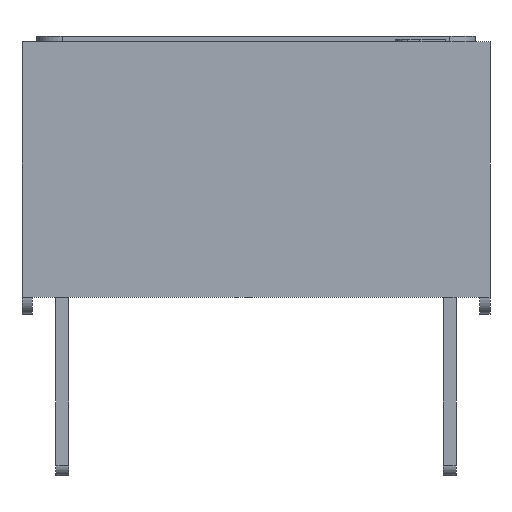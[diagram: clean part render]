
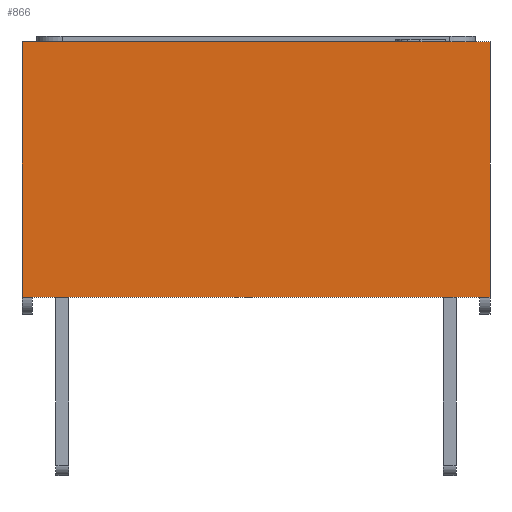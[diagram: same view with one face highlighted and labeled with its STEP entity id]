
A CAD part, front view. The second image highlights one B-rep face of the part: STEP entity #866.
In plain terms, the highlighted planar face has unit normal (0, -1, 0).
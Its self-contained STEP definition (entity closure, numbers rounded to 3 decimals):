
#234 = VERTEX_POINT('',#235);
#235 = CARTESIAN_POINT('',(4.6,-7.1,0.33));
#241 = EDGE_CURVE('',#234,#242,#244,.T.);
#242 = VERTEX_POINT('',#243);
#243 = CARTESIAN_POINT('',(-4.6,-7.1,0.33));
#244 = LINE('',#245,#246);
#245 = CARTESIAN_POINT('',(4.6,-7.1,0.33));
#246 = VECTOR('',#247,1.);
#247 = DIRECTION('',(-1.,0.,0.));
#739 = EDGE_CURVE('',#242,#740,#742,.T.);
#740 = VERTEX_POINT('',#741);
#741 = CARTESIAN_POINT('',(-4.6,-7.1,5.36));
#742 = LINE('',#743,#744);
#743 = CARTESIAN_POINT('',(-4.6,-7.1,0.33));
#744 = VECTOR('',#745,1.);
#745 = DIRECTION('',(0.,0.,1.));
#866 = ADVANCED_FACE('',(#867),#885,.T.);
#867 = FACE_BOUND('',#868,.T.);
#868 = EDGE_LOOP('',(#869,#877,#883,#884));
#869 = ORIENTED_EDGE('',*,*,#870,.T.);
#870 = EDGE_CURVE('',#234,#871,#873,.T.);
#871 = VERTEX_POINT('',#872);
#872 = CARTESIAN_POINT('',(4.6,-7.1,5.36));
#873 = LINE('',#874,#875);
#874 = CARTESIAN_POINT('',(4.6,-7.1,0.33));
#875 = VECTOR('',#876,1.);
#876 = DIRECTION('',(0.,0.,1.));
#877 = ORIENTED_EDGE('',*,*,#878,.T.);
#878 = EDGE_CURVE('',#871,#740,#879,.T.);
#879 = LINE('',#880,#881);
#880 = CARTESIAN_POINT('',(4.6,-7.1,5.36));
#881 = VECTOR('',#882,1.);
#882 = DIRECTION('',(-1.,0.,0.));
#883 = ORIENTED_EDGE('',*,*,#739,.F.);
#884 = ORIENTED_EDGE('',*,*,#241,.F.);
#885 = PLANE('',#886);
#886 = AXIS2_PLACEMENT_3D('',#887,#888,#889);
#887 = CARTESIAN_POINT('',(4.6,-7.1,0.33));
#888 = DIRECTION('',(0.,-1.,0.));
#889 = DIRECTION('',(-1.,0.,0.));
